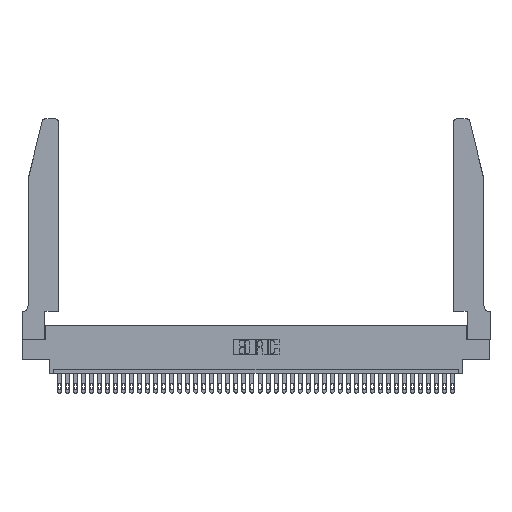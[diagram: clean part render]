
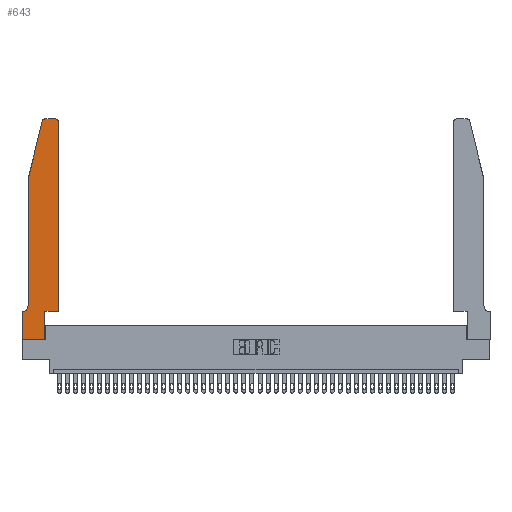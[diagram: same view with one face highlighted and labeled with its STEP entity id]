
A CAD part, top view. The second image highlights one B-rep face of the part: STEP entity #643.
In plain terms, the highlighted planar face has unit normal (0, 0, 1).
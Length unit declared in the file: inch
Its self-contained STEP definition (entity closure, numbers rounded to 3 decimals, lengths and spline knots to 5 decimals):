
#159 = LINE ( 'NONE', #35428, #2195 ) ;
#610 = CARTESIAN_POINT ( 'NONE',  ( 0.284, 2.72, 0.37 ) ) ;
#643 = ADVANCED_FACE ( 'NONE', ( #7335 ), #24209, .T. ) ;
#751 = CARTESIAN_POINT ( 'NONE',  ( 0., 0., 0.37 ) ) ;
#769 = DIRECTION ( 'NONE',  ( -0.239, -0.971, 0. ) ) ;
#1023 = VERTEX_POINT ( 'NONE', #23805 ) ;
#1209 = VECTOR ( 'NONE', #22241, 39.37008 ) ;
#1637 = CARTESIAN_POINT ( 'NONE',  ( 0.4505, 0.35, 0.37 ) ) ;
#2195 = VECTOR ( 'NONE', #17247, 39.37008 ) ;
#2726 = VERTEX_POINT ( 'NONE', #36774 ) ;
#2932 = VECTOR ( 'NONE', #15263, 39.37008 ) ;
#2942 = DIRECTION ( 'NONE',  ( -1., 0., 0. ) ) ;
#3017 = VECTOR ( 'NONE', #30615, 39.37008 ) ;
#3752 = CIRCLE ( 'NONE', #17955, 0.03 ) ;
#4372 = CIRCLE ( 'NONE', #16085, 0.07 ) ;
#4531 = CARTESIAN_POINT ( 'NONE',  ( 0.2605, 2.75, 0.37 ) ) ;
#5142 = EDGE_LOOP ( 'NONE', ( #32492, #27049, #21193, #35158, #9418, #19274, #30704, #29775, #13654, #21860, #18624, #23822 ) ) ;
#5298 = DIRECTION ( 'NONE',  ( 0., 0., 1. ) ) ;
#6054 = AXIS2_PLACEMENT_3D ( 'NONE', #610, #19864, #22908 ) ;
#6433 = CARTESIAN_POINT ( 'NONE',  ( 0.4505, 2.72, 0.37 ) ) ;
#7335 = FACE_OUTER_BOUND ( 'NONE', #5142, .T. ) ;
#7385 = LINE ( 'NONE', #751, #2932 ) ;
#7633 = EDGE_CURVE ( 'NONE', #2726, #28261, #17416, .T. ) ;
#8095 = DIRECTION ( 'NONE',  ( 0., 0., 1. ) ) ;
#9096 = CARTESIAN_POINT ( 'NONE',  ( 0.0055, 0.42, 0.37 ) ) ;
#9418 = ORIENTED_EDGE ( 'NONE', *, *, #14290, .T. ) ;
#11228 = CARTESIAN_POINT ( 'NONE',  ( 0.0055, 0.35, 0.37 ) ) ;
#11254 = DIRECTION ( 'NONE',  ( 1., 0., 0. ) ) ;
#11667 = VERTEX_POINT ( 'NONE', #40170 ) ;
#11977 = LINE ( 'NONE', #19793, #32913 ) ;
#12805 = VERTEX_POINT ( 'NONE', #6433 ) ;
#13152 = LINE ( 'NONE', #24181, #37749 ) ;
#13404 = EDGE_CURVE ( 'NONE', #15760, #24168, #11977, .T. ) ;
#13654 = ORIENTED_EDGE ( 'NONE', *, *, #33734, .T. ) ;
#14290 = EDGE_CURVE ( 'NONE', #1023, #15760, #4372, .T. ) ;
#14339 = CARTESIAN_POINT ( 'NONE',  ( 0.25487, 2.72718, 0.37 ) ) ;
#14612 = EDGE_CURVE ( 'NONE', #24168, #35156, #7385, .T. ) ;
#15263 = DIRECTION ( 'NONE',  ( 0., -1., 0. ) ) ;
#15760 = VERTEX_POINT ( 'NONE', #11228 ) ;
#16017 = AXIS2_PLACEMENT_3D ( 'NONE', #27171, #8095, #11254 ) ;
#16085 = AXIS2_PLACEMENT_3D ( 'NONE', #9096, #21993, #2942 ) ;
#16201 = DIRECTION ( 'NONE',  ( 0., 1., 0. ) ) ;
#16635 = CARTESIAN_POINT ( 'NONE',  ( 0.0755, 2., 0.37 ) ) ;
#17099 = EDGE_CURVE ( 'NONE', #36412, #11667, #22505, .T. ) ;
#17247 = DIRECTION ( 'NONE',  ( 1., 0., 0. ) ) ;
#17416 = LINE ( 'NONE', #4531, #3017 ) ;
#17522 = CARTESIAN_POINT ( 'NONE',  ( 0., 0., 0.37 ) ) ;
#17955 = AXIS2_PLACEMENT_3D ( 'NONE', #24329, #5298, #27585 ) ;
#18624 = ORIENTED_EDGE ( 'NONE', *, *, #38938, .T. ) ;
#19015 = VECTOR ( 'NONE', #16201, 39.37008 ) ;
#19274 = ORIENTED_EDGE ( 'NONE', *, *, #13404, .T. ) ;
#19793 = CARTESIAN_POINT ( 'NONE',  ( 0.0755, 0.35, 0.37 ) ) ;
#19864 = DIRECTION ( 'NONE',  ( 0., 0., 1. ) ) ;
#20019 = VERTEX_POINT ( 'NONE', #20629 ) ;
#20629 = CARTESIAN_POINT ( 'NONE',  ( 0.2865, 0., 0.37 ) ) ;
#21193 = ORIENTED_EDGE ( 'NONE', *, *, #17099, .T. ) ;
#21435 = VECTOR ( 'NONE', #41288, 39.37008 ) ;
#21860 = ORIENTED_EDGE ( 'NONE', *, *, #26043, .T. ) ;
#21993 = DIRECTION ( 'NONE',  ( 0., 0., -1. ) ) ;
#22116 = CARTESIAN_POINT ( 'NONE',  ( 0.2865, 0.35, 0.37 ) ) ;
#22241 = DIRECTION ( 'NONE',  ( 0., -1., 0. ) ) ;
#22505 = LINE ( 'NONE', #16635, #32527 ) ;
#22908 = DIRECTION ( 'NONE',  ( 1., 0., 0. ) ) ;
#23783 = EDGE_CURVE ( 'NONE', #35156, #20019, #159, .T. ) ;
#23805 = CARTESIAN_POINT ( 'NONE',  ( 0.0755, 0.42, 0.37 ) ) ;
#23822 = ORIENTED_EDGE ( 'NONE', *, *, #37759, .T. ) ;
#24168 = VERTEX_POINT ( 'NONE', #39335 ) ;
#24181 = CARTESIAN_POINT ( 'NONE',  ( 0.4505, 0.35, 0.37 ) ) ;
#24209 = PLANE ( 'NONE',  #16017 ) ;
#24329 = CARTESIAN_POINT ( 'NONE',  ( 0.4205, 2.72, 0.37 ) ) ;
#26043 = EDGE_CURVE ( 'NONE', #37055, #29204, #27467, .T. ) ;
#26954 = CARTESIAN_POINT ( 'NONE',  ( 0.284, 2.75, 0.37 ) ) ;
#26986 = CARTESIAN_POINT ( 'NONE',  ( 0.4505, 0.35, 0.37 ) ) ;
#27049 = ORIENTED_EDGE ( 'NONE', *, *, #38873, .T. ) ;
#27171 = CARTESIAN_POINT ( 'NONE',  ( 0., 0.35, 0.37 ) ) ;
#27467 = LINE ( 'NONE', #1637, #21435 ) ;
#27490 = CARTESIAN_POINT ( 'NONE',  ( 0.2865, 0.35, 0.37 ) ) ;
#27585 = DIRECTION ( 'NONE',  ( 1., 0., 0. ) ) ;
#28261 = VERTEX_POINT ( 'NONE', #26954 ) ;
#29204 = VERTEX_POINT ( 'NONE', #26986 ) ;
#29775 = ORIENTED_EDGE ( 'NONE', *, *, #23783, .T. ) ;
#30615 = DIRECTION ( 'NONE',  ( -1., 0., 0. ) ) ;
#30704 = ORIENTED_EDGE ( 'NONE', *, *, #14612, .T. ) ;
#31006 = EDGE_CURVE ( 'NONE', #11667, #1023, #35655, .T. ) ;
#32402 = CARTESIAN_POINT ( 'NONE',  ( 0.0755, 2., 0.37 ) ) ;
#32492 = ORIENTED_EDGE ( 'NONE', *, *, #7633, .T. ) ;
#32527 = VECTOR ( 'NONE', #769, 39.37008 ) ;
#32913 = VECTOR ( 'NONE', #35858, 39.37008 ) ;
#33190 = CIRCLE ( 'NONE', #6054, 0.03 ) ;
#33283 = DIRECTION ( 'NONE',  ( 0., 1., 0. ) ) ;
#33734 = EDGE_CURVE ( 'NONE', #20019, #37055, #34539, .T. ) ;
#34539 = LINE ( 'NONE', #22116, #19015 ) ;
#35156 = VERTEX_POINT ( 'NONE', #17522 ) ;
#35158 = ORIENTED_EDGE ( 'NONE', *, *, #31006, .T. ) ;
#35428 = CARTESIAN_POINT ( 'NONE',  ( 0., 0., 0.37 ) ) ;
#35655 = LINE ( 'NONE', #32402, #1209 ) ;
#35858 = DIRECTION ( 'NONE',  ( -1., 0., 0. ) ) ;
#36412 = VERTEX_POINT ( 'NONE', #14339 ) ;
#36774 = CARTESIAN_POINT ( 'NONE',  ( 0.4205, 2.75, 0.37 ) ) ;
#37055 = VERTEX_POINT ( 'NONE', #27490 ) ;
#37749 = VECTOR ( 'NONE', #33283, 39.37008 ) ;
#37759 = EDGE_CURVE ( 'NONE', #12805, #2726, #3752, .T. ) ;
#38873 = EDGE_CURVE ( 'NONE', #28261, #36412, #33190, .T. ) ;
#38938 = EDGE_CURVE ( 'NONE', #29204, #12805, #13152, .T. ) ;
#39335 = CARTESIAN_POINT ( 'NONE',  ( 0., 0.35, 0.37 ) ) ;
#40170 = CARTESIAN_POINT ( 'NONE',  ( 0.0755, 2., 0.37 ) ) ;
#41288 = DIRECTION ( 'NONE',  ( 1., 0., 0. ) ) ;
